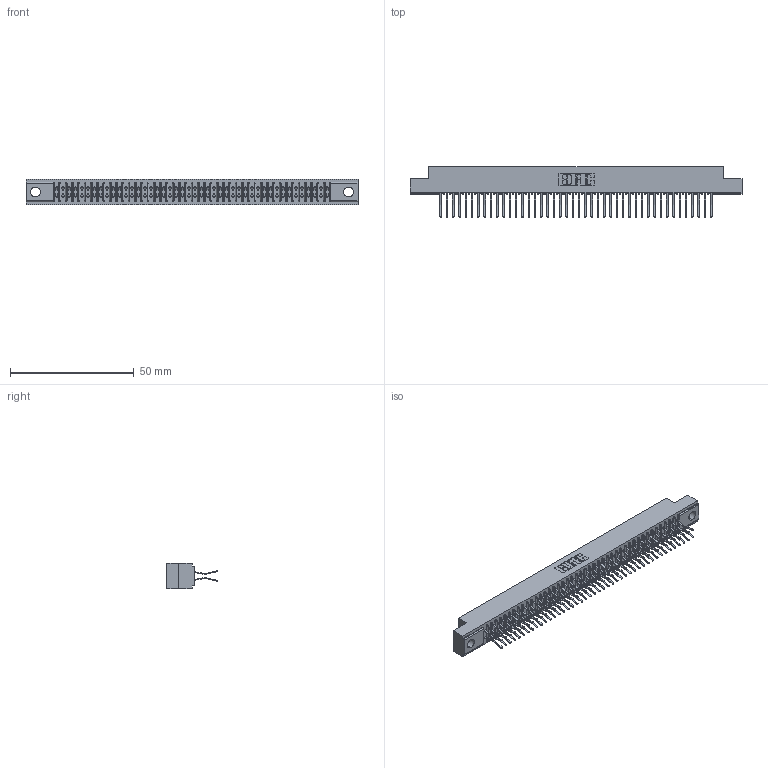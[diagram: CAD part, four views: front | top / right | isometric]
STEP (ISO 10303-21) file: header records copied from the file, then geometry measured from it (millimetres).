
FILE_DESCRIPTION (( 'STEP AP203' ), '1' );
FILE_NAME ('341-088-560-204.STEP', '2018-08-07T23:50:56', ( '' ), ( '' ), 'SwSTEP 2.0', 'SolidWorks 2016', '' );
FILE_SCHEMA (( 'CONFIG_CONTROL_DESIGN' ));
Length unit declared in the file: inch
Products named in the file (3): 341 Part_.156 (3.96) Dia Mounting Holes; 341-292-001_341-292-160; 341-088-560-204
Assembly tree (89 placements, depth 2):
  341-088-560-204
    341 Part_.156 (3.96) Dia Mounting Holes
    341-292-001_341-292-160  x88
Bounding box: 133.99 x 20.37 x 10.16 mm (x, y, z)
Volume: 9877.3 mm3; surface area: 18134.4 mm2
Topology: 89 solids, 89 shells, 6290 faces, 18260 edges, 11846 vertices
Faces by surface type: plane 3602, cylinder 2512, sphere 90, torus 86
Entity records: 53541 total; most frequent: CARTESIAN_POINT 8906, ORIENTED_EDGE 8848, DIRECTION 8638, EDGE_CURVE 4424, LINE 3578, VECTOR 3578, VERTEX_POINT 2798, AXIS2_PLACEMENT_3D 2530
